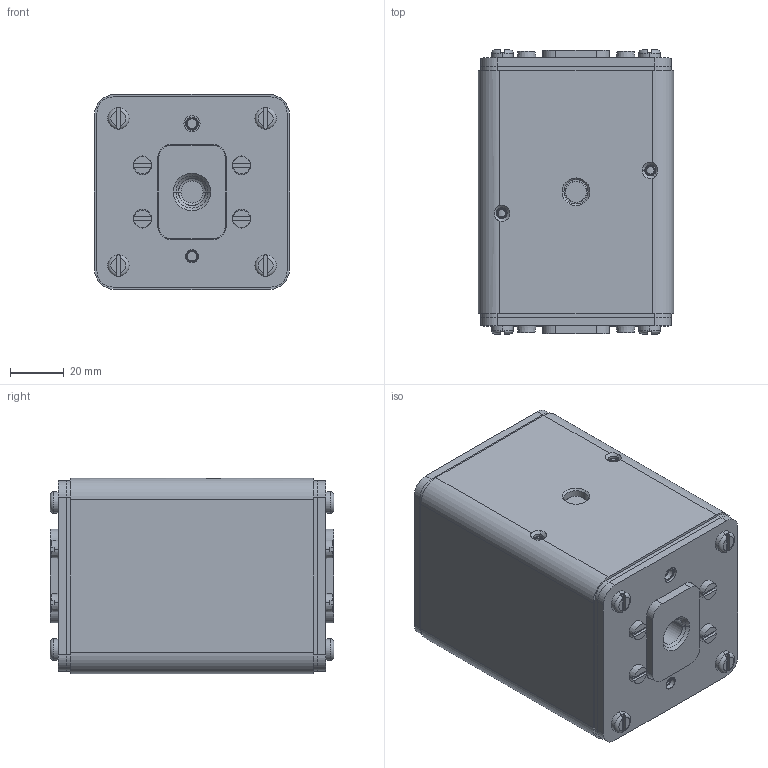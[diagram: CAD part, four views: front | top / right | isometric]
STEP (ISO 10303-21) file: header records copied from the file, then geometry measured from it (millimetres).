
FILE_DESCRIPTION((''),'2;1');
FILE_NAME('004735140_G3MUQ01_315A-1250V_ASM','2024-02-16T12:10:02',('klemen.sitar'),('Audax d.o.o.'),'CREO PARAMETRIC BY PTC INC, 2021304','CREO PARAMETRIC BY PTC INC, 2021304','');
FILE_SCHEMA(('AP242_MANAGED_MODEL_BASED_3D_ENGINEERING_MIM_LF { 1 0 10303 442 1 1 4 }'));
Length unit declared in the file: millimetre
Products named in the file (16): 0000031897_2_1_2; 0000037877_1_1_2; 0000029777_1_1; 0000030688_1_1; 0000029773_1_1; 0000011599_1_1; 0000037876_1_1; 0000015360_1_1; 0000029777_1; 0000030688_1; 0000029773_1; 0000011599_1; 0000037876_1; 0000015360_1; NWY_ASM; 004735140_G3MUQ01_315A-1250V_ASM
Assembly tree (29 placements, depth 3):
  004735140_G3MUQ01_315A-1250V_ASM
    NWY_ASM
      0000031897_2_1_2
      0000037877_1_1_2
      0000029777_1_1
      0000030688_1_1
      0000029773_1_1
      0000011599_1_1  x2
      0000037876_1_1  x4
      0000015360_1_1  x4
      0000029777_1
      0000030688_1
      0000029773_1
      0000011599_1  x2
      0000037876_1  x4
      0000015360_1  x4
Bounding box: 73 x 106 x 73 mm (x, y, z)
Volume: 542577.7 mm3; surface area: 98125.4 mm2
Topology: 28 solids, 68 shells, 993 faces, 2373 edges, 1515 vertices
Faces by surface type: cylinder 433, plane 304, cone 168, torus 88
Entity records: 34372 total; most frequent: CARTESIAN_POINT 6196, DIRECTION 4222, ORIENTED_EDGE 3458, EDGE_CURVE 1793, AXIS2_PLACEMENT_3D 1715, PRESENTATION_STYLE_ASSIGNMENT 1454, STYLED_ITEM 1403, VERTEX_POINT 1167
